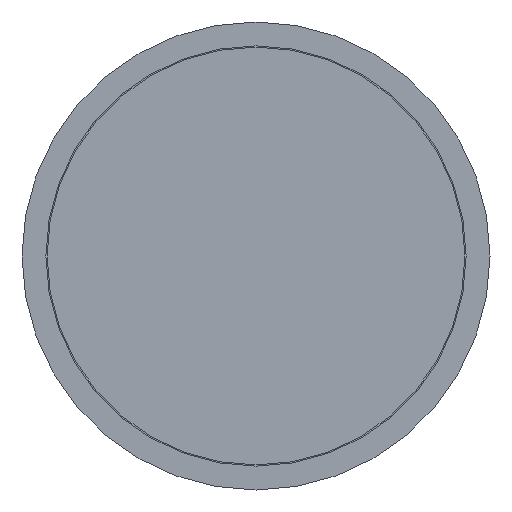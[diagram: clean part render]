
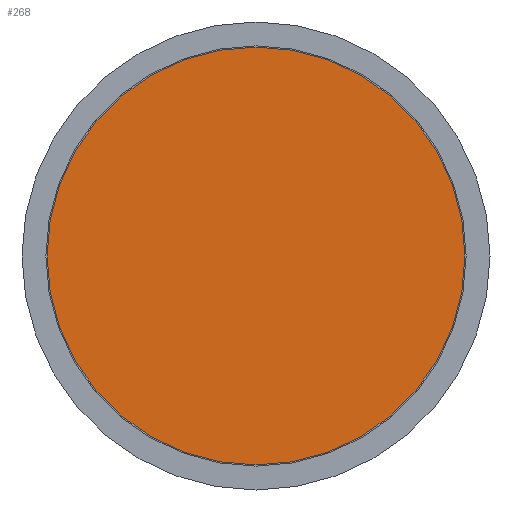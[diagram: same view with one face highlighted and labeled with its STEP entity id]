
A CAD part, front view. The second image highlights one B-rep face of the part: STEP entity #268.
In plain terms, the highlighted planar face has unit normal (0, -1, 0).
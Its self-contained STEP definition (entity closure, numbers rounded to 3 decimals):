
#6 = ORIENTED_EDGE ( 'NONE', *, *, #178, .T. ) ;
#21 = PLANE ( 'NONE',  #468 ) ;
#149 = VERTEX_POINT ( 'NONE', #209 ) ;
#178 = EDGE_CURVE ( 'NONE', #149, #149, #680, .T. ) ;
#209 = CARTESIAN_POINT ( 'NONE',  ( 0., 0., -43.75 ) ) ;
#268 = ADVANCED_FACE ( 'NONE', ( #719 ), #21, .F. ) ;
#325 = DIRECTION ( 'NONE',  ( 0., 1., 0. ) ) ;
#446 = DIRECTION ( 'NONE',  ( 0., -1., 0. ) ) ;
#468 = AXIS2_PLACEMENT_3D ( 'NONE', #624, #325, #563 ) ;
#563 = DIRECTION ( 'NONE',  ( 0., 0., 1. ) ) ;
#597 = CARTESIAN_POINT ( 'NONE',  ( 0., 0., 0. ) ) ;
#624 = CARTESIAN_POINT ( 'NONE',  ( -43.75, 0., 0. ) ) ;
#680 = CIRCLE ( 'NONE', #891, 43.75 ) ;
#708 = EDGE_LOOP ( 'NONE', ( #6 ) ) ;
#719 = FACE_OUTER_BOUND ( 'NONE', #708, .T. ) ;
#891 = AXIS2_PLACEMENT_3D ( 'NONE', #597, #446, #988 ) ;
#988 = DIRECTION ( 'NONE',  ( 0., 0., -1. ) ) ;
